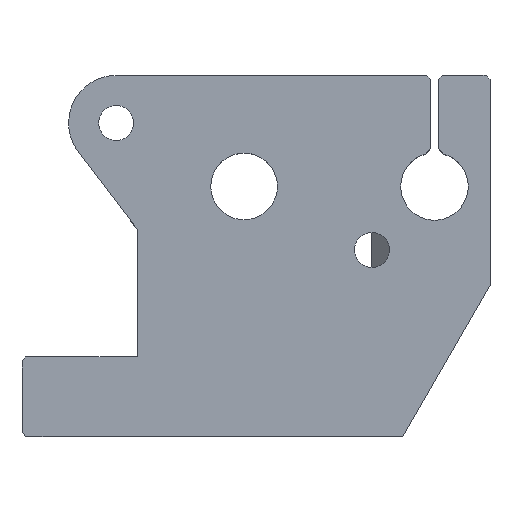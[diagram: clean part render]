
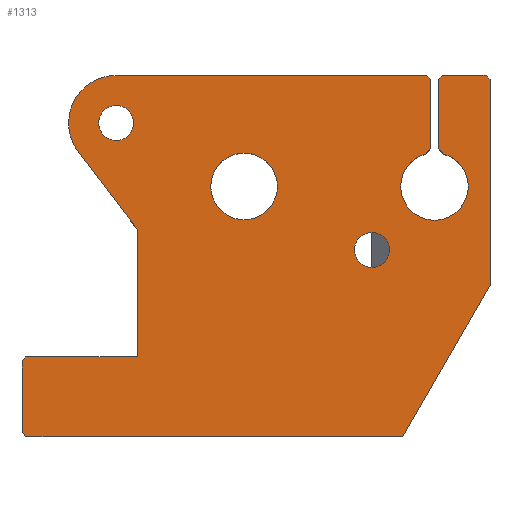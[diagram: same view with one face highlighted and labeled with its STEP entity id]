
A CAD part, top view. The second image highlights one B-rep face of the part: STEP entity #1313.
In plain terms, the highlighted planar face has unit normal (0, 0, 1).
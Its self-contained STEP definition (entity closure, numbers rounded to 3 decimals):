
#24=FACE_BOUND('',#130,.T.);
#25=FACE_BOUND('',#131,.T.);
#26=FACE_BOUND('',#132,.T.);
#40=CIRCLE('',#1403,4.25);
#41=CIRCLE('',#1404,6.);
#42=CIRCLE('',#1405,4.2);
#43=CIRCLE('',#1406,2.2);
#44=CIRCLE('',#1407,2.2);
#60=FACE_OUTER_BOUND('',#129,.T.);
#129=EDGE_LOOP('',(#879,#880,#881,#882,#883,#884,#885,#886,#887,#888,#889,
#890,#891,#892,#893,#894,#895,#896,#897,#898));
#130=EDGE_LOOP('',(#899));
#131=EDGE_LOOP('',(#900));
#132=EDGE_LOOP('',(#901));
#212=LINE('',#1839,#384);
#216=LINE('',#1847,#388);
#219=LINE('',#1853,#391);
#220=LINE('',#1855,#392);
#221=LINE('',#1857,#393);
#222=LINE('',#1859,#394);
#223=LINE('',#1861,#395);
#224=LINE('',#1863,#396);
#225=LINE('',#1865,#397);
#226=LINE('',#1867,#398);
#227=LINE('',#1871,#399);
#228=LINE('',#1873,#400);
#229=LINE('',#1875,#401);
#230=LINE('',#1877,#402);
#231=LINE('',#1881,#403);
#232=LINE('',#1883,#404);
#233=LINE('',#1885,#405);
#234=LINE('',#1886,#406);
#384=VECTOR('',#1491,10.);
#388=VECTOR('',#1497,10.);
#391=VECTOR('',#1502,10.);
#392=VECTOR('',#1503,10.);
#393=VECTOR('',#1504,10.);
#394=VECTOR('',#1505,10.);
#395=VECTOR('',#1506,10.);
#396=VECTOR('',#1507,10.);
#397=VECTOR('',#1508,10.);
#398=VECTOR('',#1509,10.);
#399=VECTOR('',#1512,10.);
#400=VECTOR('',#1513,10.);
#401=VECTOR('',#1514,10.);
#402=VECTOR('',#1515,10.);
#403=VECTOR('',#1518,10.);
#404=VECTOR('',#1519,10.);
#405=VECTOR('',#1520,10.);
#406=VECTOR('',#1521,10.);
#556=VERTEX_POINT('',#1837);
#557=VERTEX_POINT('',#1838);
#560=VERTEX_POINT('',#1846);
#562=VERTEX_POINT('',#1852);
#563=VERTEX_POINT('',#1854);
#564=VERTEX_POINT('',#1856);
#565=VERTEX_POINT('',#1858);
#566=VERTEX_POINT('',#1860);
#567=VERTEX_POINT('',#1862);
#568=VERTEX_POINT('',#1864);
#569=VERTEX_POINT('',#1866);
#570=VERTEX_POINT('',#1868);
#571=VERTEX_POINT('',#1870);
#572=VERTEX_POINT('',#1872);
#573=VERTEX_POINT('',#1874);
#574=VERTEX_POINT('',#1876);
#575=VERTEX_POINT('',#1878);
#576=VERTEX_POINT('',#1880);
#577=VERTEX_POINT('',#1882);
#578=VERTEX_POINT('',#1884);
#579=VERTEX_POINT('',#1887);
#580=VERTEX_POINT('',#1889);
#581=VERTEX_POINT('',#1891);
#681=EDGE_CURVE('',#556,#557,#212,.T.);
#685=EDGE_CURVE('',#560,#557,#216,.T.);
#688=EDGE_CURVE('',#556,#562,#219,.T.);
#689=EDGE_CURVE('',#563,#562,#220,.T.);
#690=EDGE_CURVE('',#563,#564,#221,.T.);
#691=EDGE_CURVE('',#565,#564,#222,.T.);
#692=EDGE_CURVE('',#565,#566,#223,.T.);
#693=EDGE_CURVE('',#566,#567,#224,.T.);
#694=EDGE_CURVE('',#568,#567,#225,.T.);
#695=EDGE_CURVE('',#569,#568,#226,.T.);
#696=EDGE_CURVE('',#570,#569,#40,.T.);
#697=EDGE_CURVE('',#571,#570,#227,.T.);
#698=EDGE_CURVE('',#571,#572,#228,.T.);
#699=EDGE_CURVE('',#573,#572,#229,.T.);
#700=EDGE_CURVE('',#574,#573,#230,.T.);
#701=EDGE_CURVE('',#574,#575,#41,.T.);
#702=EDGE_CURVE('',#575,#576,#231,.T.);
#703=EDGE_CURVE('',#577,#576,#232,.T.);
#704=EDGE_CURVE('',#578,#577,#233,.T.);
#705=EDGE_CURVE('',#560,#578,#234,.T.);
#706=EDGE_CURVE('',#579,#579,#42,.T.);
#707=EDGE_CURVE('',#580,#580,#43,.T.);
#708=EDGE_CURVE('',#581,#581,#44,.T.);
#879=ORIENTED_EDGE('',*,*,#681,.F.);
#880=ORIENTED_EDGE('',*,*,#688,.T.);
#881=ORIENTED_EDGE('',*,*,#689,.F.);
#882=ORIENTED_EDGE('',*,*,#690,.T.);
#883=ORIENTED_EDGE('',*,*,#691,.F.);
#884=ORIENTED_EDGE('',*,*,#692,.T.);
#885=ORIENTED_EDGE('',*,*,#693,.T.);
#886=ORIENTED_EDGE('',*,*,#694,.F.);
#887=ORIENTED_EDGE('',*,*,#695,.F.);
#888=ORIENTED_EDGE('',*,*,#696,.F.);
#889=ORIENTED_EDGE('',*,*,#697,.F.);
#890=ORIENTED_EDGE('',*,*,#698,.T.);
#891=ORIENTED_EDGE('',*,*,#699,.F.);
#892=ORIENTED_EDGE('',*,*,#700,.F.);
#893=ORIENTED_EDGE('',*,*,#701,.T.);
#894=ORIENTED_EDGE('',*,*,#702,.T.);
#895=ORIENTED_EDGE('',*,*,#703,.F.);
#896=ORIENTED_EDGE('',*,*,#704,.F.);
#897=ORIENTED_EDGE('',*,*,#705,.F.);
#898=ORIENTED_EDGE('',*,*,#685,.T.);
#899=ORIENTED_EDGE('',*,*,#706,.F.);
#900=ORIENTED_EDGE('',*,*,#707,.T.);
#901=ORIENTED_EDGE('',*,*,#708,.T.);
#1253=PLANE('',#1402);
#1313=ADVANCED_FACE('',(#60,#24,#25,#26),#1253,.F.);
#1402=AXIS2_PLACEMENT_3D('',#1851,#1500,#1501);
#1403=AXIS2_PLACEMENT_3D('',#1869,#1510,#1511);
#1404=AXIS2_PLACEMENT_3D('',#1879,#1516,#1517);
#1405=AXIS2_PLACEMENT_3D('',#1888,#1522,#1523);
#1406=AXIS2_PLACEMENT_3D('',#1890,#1524,#1525);
#1407=AXIS2_PLACEMENT_3D('',#1892,#1526,#1527);
#1491=DIRECTION('',(-0.707,0.707,0.));
#1497=DIRECTION('',(0.,-1.,0.));
#1500=DIRECTION('center_axis',(0.,0.,-1.));
#1501=DIRECTION('ref_axis',(-1.,0.,0.));
#1502=DIRECTION('',(1.,0.,0.));
#1503=DIRECTION('',(-0.5,-0.866,0.));
#1504=DIRECTION('',(0.,1.,0.));
#1505=DIRECTION('',(0.707,-0.707,0.));
#1506=DIRECTION('',(-1.,0.,0.));
#1507=DIRECTION('',(-0.707,-0.707,0.));
#1508=DIRECTION('',(0.,1.,0.));
#1509=DIRECTION('',(-0.707,0.707,0.));
#1510=DIRECTION('center_axis',(0.,0.,1.));
#1511=DIRECTION('ref_axis',(-0.273,0.962,0.));
#1512=DIRECTION('',(-0.707,-0.707,0.));
#1513=DIRECTION('',(0.,1.,0.));
#1514=DIRECTION('',(0.707,-0.707,0.));
#1515=DIRECTION('',(1.,0.,0.));
#1516=DIRECTION('center_axis',(0.,0.,
1.));
#1517=DIRECTION('ref_axis',(-1.,0.,0.));
#1518=DIRECTION('',(0.605,-0.796,0.));
#1519=DIRECTION('',(0.,1.,0.));
#1520=DIRECTION('',(1.,0.,0.));
#1521=DIRECTION('',(0.707,0.707,0.));
#1522=DIRECTION('center_axis',(0.,0.,1.));
#1523=DIRECTION('ref_axis',(1.,0.,0.));
#1524=DIRECTION('center_axis',(0.,0.,-1.));
#1525=DIRECTION('ref_axis',(1.,0.,0.));
#1526=DIRECTION('center_axis',(0.,0.,-1.));
#1527=DIRECTION('ref_axis',(1.,0.,0.));
#1837=CARTESIAN_POINT('',(-27.5,0.,10.));
#1838=CARTESIAN_POINT('',(-28.,0.5,10.));
#1839=CARTESIAN_POINT('',(-15.75,-11.75,10.));
#1846=CARTESIAN_POINT('',(-28.,9.5,10.));
#1847=CARTESIAN_POINT('',(-28.,0.,10.));
#1851=CARTESIAN_POINT('Origin',(20.,0.,10.));
#1852=CARTESIAN_POINT('',(20.,0.,10.));
#1853=CARTESIAN_POINT('',(10.,0.,10.));
#1854=CARTESIAN_POINT('',(31.,19.053,10.));
#1855=CARTESIAN_POINT('',(20.,0.,10.));
#1856=CARTESIAN_POINT('',(31.,45.,10.));
#1857=CARTESIAN_POINT('',(31.,9.526,10.));
#1858=CARTESIAN_POINT('',(30.5,45.5,10.));
#1859=CARTESIAN_POINT('',(39.5,36.5,10.));
#1860=CARTESIAN_POINT('',(25.,45.5,10.));
#1861=CARTESIAN_POINT('',(25.25,45.5,10.));
#1862=CARTESIAN_POINT('',(24.5,45.,10.));
#1863=CARTESIAN_POINT('',(12.375,32.875,10.));
#1864=CARTESIAN_POINT('',(24.5,36.25,10.));
#1865=CARTESIAN_POINT('',(24.5,18.125,10.));
#1866=CARTESIAN_POINT('',(25.162,35.588,10.));
#1867=CARTESIAN_POINT('',(32.438,28.313,10.));
#1868=CARTESIAN_POINT('',(22.838,35.588,10.));
#1869=CARTESIAN_POINT('Origin',(24.,31.5,10.));
#1870=CARTESIAN_POINT('',(23.5,36.25,10.));
#1871=CARTESIAN_POINT('',(13.563,26.313,10.));
#1872=CARTESIAN_POINT('',(23.5,45.,10.));
#1873=CARTESIAN_POINT('',(23.5,18.125,10.));
#1874=CARTESIAN_POINT('',(23.,45.5,10.));
#1875=CARTESIAN_POINT('',(33.625,34.875,10.));
#1876=CARTESIAN_POINT('',(-16.124,45.5,10.));
#1877=CARTESIAN_POINT('',(25.25,45.5,10.));
#1878=CARTESIAN_POINT('',(-21.03,36.046,10.));
#1879=CARTESIAN_POINT('Origin',(-16.124,39.5,10.));
#1880=CARTESIAN_POINT('',(-13.5,26.134,10.));
#1881=CARTESIAN_POINT('',(-21.03,36.046,10.));
#1882=CARTESIAN_POINT('',(-13.5,10.,10.));
#1883=CARTESIAN_POINT('',(-13.5,16.75,10.));
#1884=CARTESIAN_POINT('',(-27.5,10.,10.));
#1885=CARTESIAN_POINT('',(10.,10.,10.));
#1886=CARTESIAN_POINT('',(-18.25,19.25,10.));
#1887=CARTESIAN_POINT('',(-4.2,31.5,10.));
#1888=CARTESIAN_POINT('Origin',(0.,31.5,10.));
#1889=CARTESIAN_POINT('',(-18.324,39.5,10.));
#1890=CARTESIAN_POINT('Origin',(-16.124,39.5,10.));
#1891=CARTESIAN_POINT('',(13.924,23.5,10.));
#1892=CARTESIAN_POINT('Origin',(16.124,23.5,10.));
